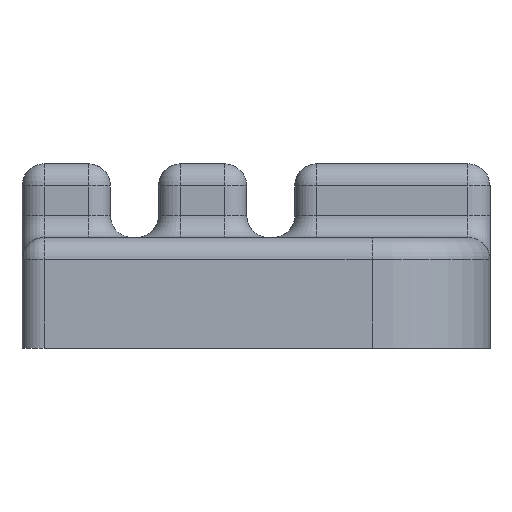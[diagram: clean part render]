
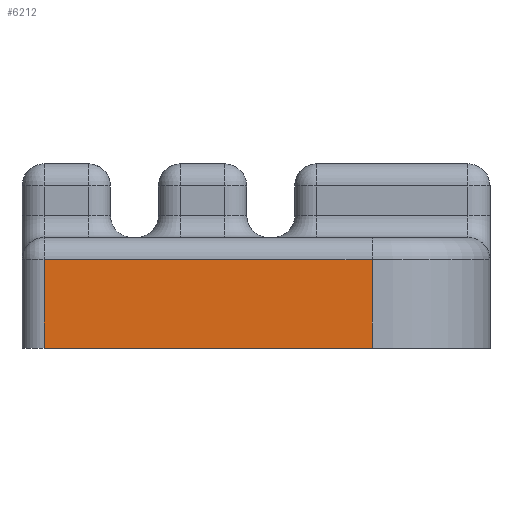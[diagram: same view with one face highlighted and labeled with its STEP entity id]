
A CAD part, left-side view. The second image highlights one B-rep face of the part: STEP entity #6212.
In plain terms, the highlighted planar face has unit normal (-1, 0, 0).
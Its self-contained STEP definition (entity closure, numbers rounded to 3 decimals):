
#132=CARTESIAN_POINT('',(-13.8,-14.4,-0.6));
#133=VERTEX_POINT('',#132);
#141=CARTESIAN_POINT('',(-13.8,-5.5,-0.6));
#142=VERTEX_POINT('',#141);
#143=CARTESIAN_POINT('',(-13.8,-14.4,-0.6));
#144=DIRECTION('',(0.,1.,0.));
#145=VECTOR('',#144,8.9);
#146=LINE('',#143,#145);
#147=EDGE_CURVE('',#133,#142,#146,.T.);
#6182=CARTESIAN_POINT('',(-13.8,-9.65,-41.9));
#6183=DIRECTION('',(1.,0.,0.));
#6184=DIRECTION('',(0.,0.,-1.));
#6185=AXIS2_PLACEMENT_3D('',#6182,#6183,#6184);
#6186=PLANE('',#6185);
#6187=CARTESIAN_POINT('',(-13.8,-14.4,1.8));
#6188=VERTEX_POINT('',#6187);
#6189=CARTESIAN_POINT('',(-13.8,-5.5,1.8));
#6190=VERTEX_POINT('',#6189);
#6191=CARTESIAN_POINT('',(-13.8,-14.4,1.8));
#6192=DIRECTION('',(0.,1.,0.));
#6193=VECTOR('',#6192,8.9);
#6194=LINE('',#6191,#6193);
#6195=EDGE_CURVE('',#6188,#6190,#6194,.T.);
#6196=ORIENTED_EDGE('',*,*,#6195,.T.);
#6197=CARTESIAN_POINT('',(-13.8,-5.5,1.8));
#6198=DIRECTION('',(-0.,-0.,-1.));
#6199=VECTOR('',#6198,2.4);
#6200=LINE('',#6197,#6199);
#6201=EDGE_CURVE('',#6190,#142,#6200,.T.);
#6202=ORIENTED_EDGE('',*,*,#6201,.T.);
#6203=ORIENTED_EDGE('',*,*,#147,.F.);
#6204=CARTESIAN_POINT('',(-13.8,-14.4,-0.6));
#6205=DIRECTION('',(0.,0.,1.));
#6206=VECTOR('',#6205,2.4);
#6207=LINE('',#6204,#6206);
#6208=EDGE_CURVE('',#133,#6188,#6207,.T.);
#6209=ORIENTED_EDGE('',*,*,#6208,.T.);
#6210=EDGE_LOOP('',(#6196,#6202,#6203,#6209));
#6211=FACE_BOUND('',#6210,.T.);
#6212=ADVANCED_FACE('',(#6211),#6186,.F.);
